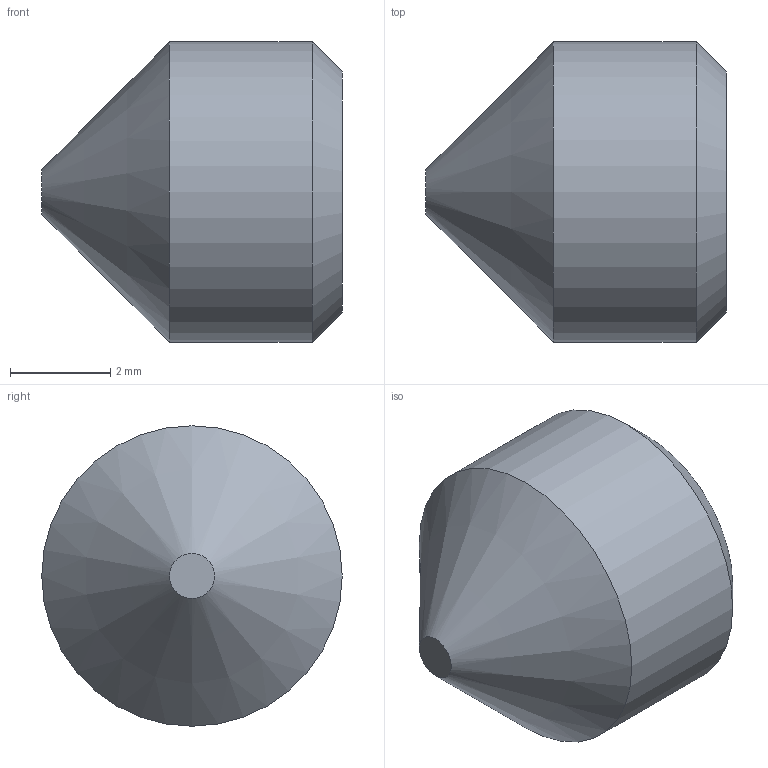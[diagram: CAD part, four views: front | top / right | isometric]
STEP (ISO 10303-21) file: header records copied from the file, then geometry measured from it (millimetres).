
FILE_DESCRIPTION (( 'STEP AP203' ), '1' );
FILE_NAME ('58307-240-6.step', '2019-12-13T13:01:56', ( '' ), ( '' ), 'SwSTEP 2.0', 'SolidWorks 2015', '' );
FILE_SCHEMA (( 'CONFIG_CONTROL_DESIGN' ));
Length unit declared in the file: millimetre
Products named in the file (2): 58307-240-6
Bounding box: 6 x 6 x 6 mm (x, y, z)
Volume: 95.3 mm3; surface area: 163.4 mm2
Topology: 1 solids, 1 shells, 157 faces, 411 edges, 275 vertices
Faces by surface type: bspline 86, plane 68, cone 2, cylinder 1
Full cylindrical faces by diameter (mm): 6 x1
Entity records: 10759 total; most frequent: CARTESIAN_POINT 7342, ORIENTED_EDGE 812, EDGE_CURVE 406, DIRECTION 384, VERTEX_POINT 272, VECTOR 230, LINE 230, EDGE_LOOP 178
